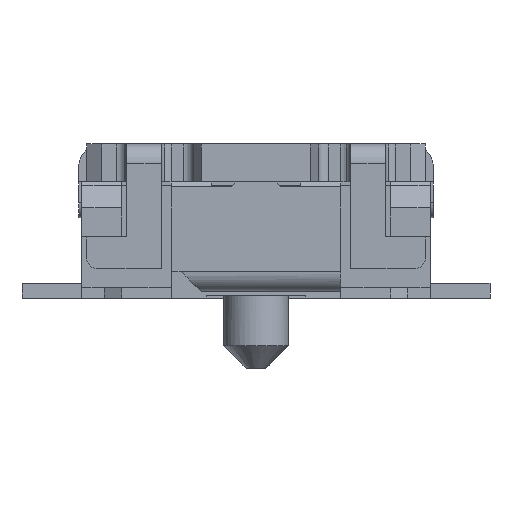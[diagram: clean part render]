
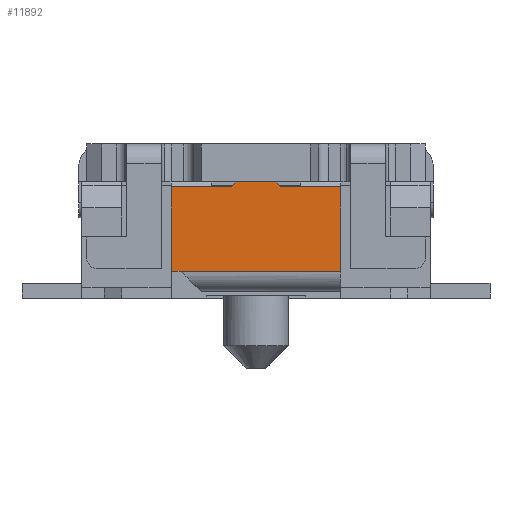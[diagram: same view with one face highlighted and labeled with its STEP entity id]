
A CAD part, front view. The second image highlights one B-rep face of the part: STEP entity #11892.
In plain terms, the highlighted planar face has unit normal (0, -1, 0).
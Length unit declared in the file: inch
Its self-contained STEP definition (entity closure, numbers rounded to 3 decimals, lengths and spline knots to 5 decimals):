
#58 = DIRECTION ( 'NONE',  ( 1., 0., 0. ) ) ;
#100 = VERTEX_POINT ( 'NONE', #21750 ) ;
#338 = LINE ( 'NONE', #20295, #16660 ) ;
#1582 = VECTOR ( 'NONE', #2782, 39.37008 ) ;
#1940 = VECTOR ( 'NONE', #12812, 39.37008 ) ;
#2075 = VECTOR ( 'NONE', #7206, 39.37008 ) ;
#2291 = LINE ( 'NONE', #20031, #21175 ) ;
#2782 = DIRECTION ( 'NONE',  ( -1., 0., 0. ) ) ;
#2989 = ORIENTED_EDGE ( 'NONE', *, *, #19686, .T. ) ;
#3526 = CARTESIAN_POINT ( 'NONE',  ( 0.03346, -0.08268, 0.04409 ) ) ;
#3643 = DIRECTION ( 'NONE',  ( -0.707, 0., 0.707 ) ) ;
#4792 = AXIS2_PLACEMENT_3D ( 'NONE', #18874, #6470, #17698 ) ;
#4862 = EDGE_CURVE ( 'NONE', #6399, #22336, #11594, .T. ) ;
#5165 = LINE ( 'NONE', #18390, #2075 ) ;
#5231 = DIRECTION ( 'NONE',  ( 0., 0., -1. ) ) ;
#5251 = CARTESIAN_POINT ( 'NONE',  ( 0.00787, -0.08268, 0.04606 ) ) ;
#5413 = CARTESIAN_POINT ( 'NONE',  ( -0.03346, -0.08268, 0.01063 ) ) ;
#5984 = DIRECTION ( 'NONE',  ( 1., 0., 0. ) ) ;
#6399 = VERTEX_POINT ( 'NONE', #18197 ) ;
#6470 = DIRECTION ( 'NONE',  ( 0., 1., 0. ) ) ;
#6888 = CARTESIAN_POINT ( 'NONE',  ( 0.03346, -0.08268, 0.01063 ) ) ;
#7206 = DIRECTION ( 'NONE',  ( 1., 0., 0. ) ) ;
#7790 = EDGE_CURVE ( 'NONE', #22336, #23530, #14836, .T. ) ;
#8203 = ORIENTED_EDGE ( 'NONE', *, *, #8889, .F. ) ;
#8426 = ORIENTED_EDGE ( 'NONE', *, *, #13234, .T. ) ;
#8434 = LINE ( 'NONE', #6888, #1582 ) ;
#8889 = EDGE_CURVE ( 'NONE', #14526, #100, #20034, .T. ) ;
#9614 = EDGE_CURVE ( 'NONE', #23530, #21719, #8434, .T. ) ;
#11386 = VERTEX_POINT ( 'NONE', #22929 ) ;
#11436 = VERTEX_POINT ( 'NONE', #5413 ) ;
#11594 = LINE ( 'NONE', #22418, #18857 ) ;
#11794 = EDGE_CURVE ( 'NONE', #11436, #21719, #5165, .T. ) ;
#11864 = EDGE_CURVE ( 'NONE', #11386, #21183, #338, .T. ) ;
#11892 = ADVANCED_FACE ( 'NONE', ( #13540 ), #22314, .F. ) ;
#12196 = ORIENTED_EDGE ( 'NONE', *, *, #17510, .T. ) ;
#12598 = ORIENTED_EDGE ( 'NONE', *, *, #4862, .F. ) ;
#12812 = DIRECTION ( 'NONE',  ( 0., 0., -1. ) ) ;
#13234 = EDGE_CURVE ( 'NONE', #14526, #11436, #17899, .T. ) ;
#13540 = FACE_OUTER_BOUND ( 'NONE', #16832, .T. ) ;
#14307 = CARTESIAN_POINT ( 'NONE',  ( -0.03346, -0.08268, 0.04409 ) ) ;
#14462 = CARTESIAN_POINT ( 'NONE',  ( -0.03346, -0.08268, 0.00276 ) ) ;
#14526 = VERTEX_POINT ( 'NONE', #14307 ) ;
#14836 = LINE ( 'NONE', #16504, #1940 ) ;
#15268 = VECTOR ( 'NONE', #5231, 39.37008 ) ;
#15584 = ORIENTED_EDGE ( 'NONE', *, *, #11794, .T. ) ;
#16504 = CARTESIAN_POINT ( 'NONE',  ( 0.03346, -0.08268, 0.00276 ) ) ;
#16660 = VECTOR ( 'NONE', #18741, 39.37008 ) ;
#16832 = EDGE_LOOP ( 'NONE', ( #22571, #12598, #12196, #19040, #2989, #8203, #8426, #15584, #20183 ) ) ;
#17102 = VECTOR ( 'NONE', #20126, 39.37008 ) ;
#17510 = EDGE_CURVE ( 'NONE', #6399, #21183, #2291, .T. ) ;
#17698 = DIRECTION ( 'NONE',  ( 0., 0., 1. ) ) ;
#17899 = LINE ( 'NONE', #14462, #15268 ) ;
#18109 = CARTESIAN_POINT ( 'NONE',  ( -0.00984, -0.08268, 0.04409 ) ) ;
#18197 = CARTESIAN_POINT ( 'NONE',  ( 0.00984, -0.08268, 0.04409 ) ) ;
#18390 = CARTESIAN_POINT ( 'NONE',  ( -0.03346, -0.08268, 0.01063 ) ) ;
#18741 = DIRECTION ( 'NONE',  ( 1., 0., 0. ) ) ;
#18857 = VECTOR ( 'NONE', #5984, 39.37008 ) ;
#18874 = CARTESIAN_POINT ( 'NONE',  ( 0.03346, -0.08268, 0.05197 ) ) ;
#19040 = ORIENTED_EDGE ( 'NONE', *, *, #11864, .F. ) ;
#19566 = CARTESIAN_POINT ( 'NONE',  ( 0.03346, -0.08268, 0.04409 ) ) ;
#19686 = EDGE_CURVE ( 'NONE', #11386, #100, #20233, .T. ) ;
#19750 = CARTESIAN_POINT ( 'NONE',  ( -0.02953, -0.08268, 0.01063 ) ) ;
#20031 = CARTESIAN_POINT ( 'NONE',  ( 0.00984, -0.08268, 0.04409 ) ) ;
#20034 = LINE ( 'NONE', #3526, #22806 ) ;
#20126 = DIRECTION ( 'NONE',  ( -0.707, 0., -0.707 ) ) ;
#20183 = ORIENTED_EDGE ( 'NONE', *, *, #9614, .F. ) ;
#20233 = LINE ( 'NONE', #18109, #17102 ) ;
#20295 = CARTESIAN_POINT ( 'NONE',  ( 0.03346, -0.08268, 0.04606 ) ) ;
#21175 = VECTOR ( 'NONE', #3643, 39.37008 ) ;
#21183 = VERTEX_POINT ( 'NONE', #5251 ) ;
#21719 = VERTEX_POINT ( 'NONE', #19750 ) ;
#21750 = CARTESIAN_POINT ( 'NONE',  ( -0.00984, -0.08268, 0.04409 ) ) ;
#21849 = CARTESIAN_POINT ( 'NONE',  ( 0.03346, -0.08268, 0.01063 ) ) ;
#22314 = PLANE ( 'NONE',  #4792 ) ;
#22336 = VERTEX_POINT ( 'NONE', #19566 ) ;
#22418 = CARTESIAN_POINT ( 'NONE',  ( 0.03346, -0.08268, 0.04409 ) ) ;
#22571 = ORIENTED_EDGE ( 'NONE', *, *, #7790, .F. ) ;
#22806 = VECTOR ( 'NONE', #58, 39.37008 ) ;
#22929 = CARTESIAN_POINT ( 'NONE',  ( -0.00787, -0.08268, 0.04606 ) ) ;
#23530 = VERTEX_POINT ( 'NONE', #21849 ) ;
